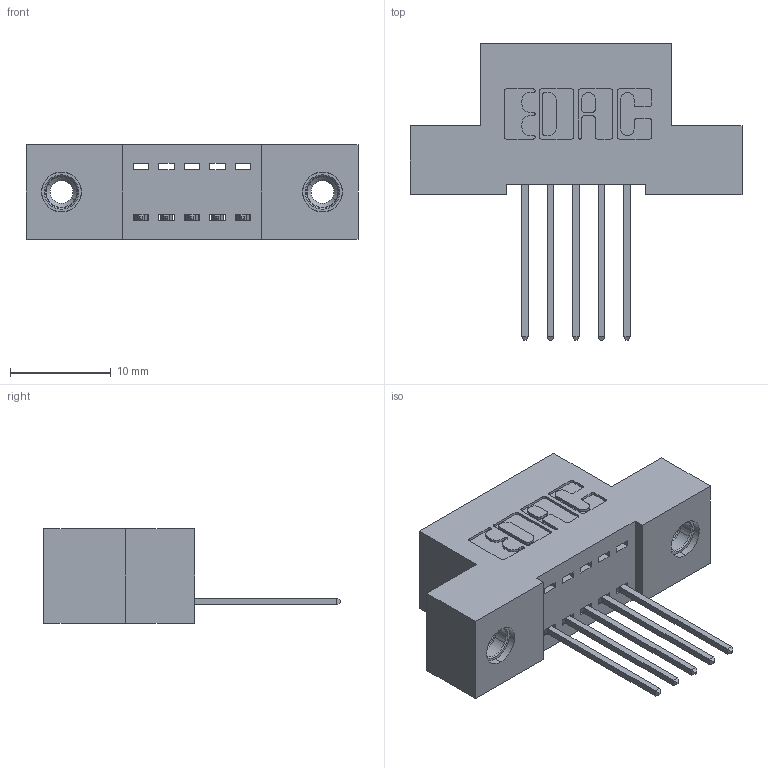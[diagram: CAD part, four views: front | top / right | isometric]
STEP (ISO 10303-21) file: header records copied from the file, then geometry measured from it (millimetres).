
FILE_DESCRIPTION (( 'STEP AP203' ), '1' );
FILE_NAME ('342-005-540-108.STEP', '2018-08-10T11:05:36', ( '' ), ( '' ), 'SwSTEP 2.0', 'SolidWorks 2016', '' );
FILE_SCHEMA (( 'CONFIG_CONTROL_DESIGN' ));
Length unit declared in the file: inch
Products named in the file (4): 345-250-001_345-250-003-102; 342-005-540-108; 342 Part_TI; 345-292-001_345-293-140
Assembly tree (8 placements, depth 2):
  342-005-540-108
    342 Part_TI
    345-292-001_345-293-140  x5
    345-250-001_345-250-003-102  x2
Bounding box: 33.02 x 29.47 x 9.4 mm (x, y, z)
Volume: 2760 mm3; surface area: 3426.7 mm2
Topology: 8 solids, 8 shells, 460 faces, 1315 edges, 862 vertices
Faces by surface type: plane 308, cylinder 136, cone 12, torus 4
Entity records: 8914 total; most frequent: CARTESIAN_POINT 1524, ORIENTED_EDGE 1458, DIRECTION 1393, EDGE_CURVE 729, VECTOR 581, LINE 581, VERTEX_POINT 480, AXIS2_PLACEMENT_3D 406
